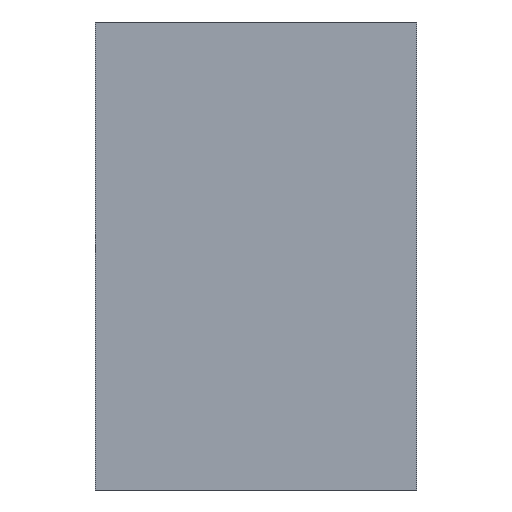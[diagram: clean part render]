
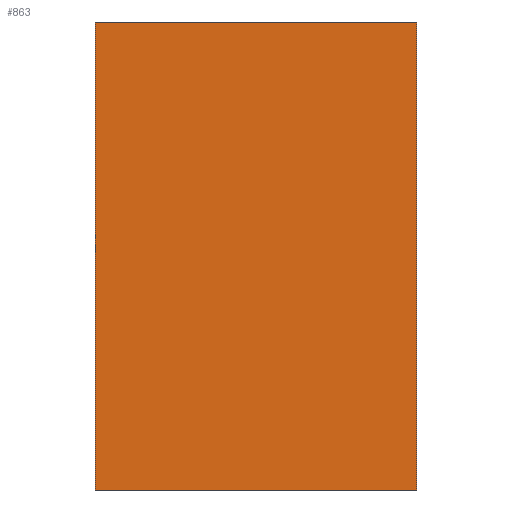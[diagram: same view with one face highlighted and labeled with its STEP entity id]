
A CAD part, left-side view. The second image highlights one B-rep face of the part: STEP entity #863.
In plain terms, the highlighted planar face has unit normal (-1, 0, 0).
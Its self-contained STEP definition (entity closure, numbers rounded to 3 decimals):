
#73 = DIRECTION ( 'NONE',  ( 0., 0., 1. ) ) ;
#75 = ORIENTED_EDGE ( 'NONE', *, *, #996, .F. ) ;
#149 = CARTESIAN_POINT ( 'NONE',  ( -0.8, 0.45, 0.4 ) ) ;
#160 = VERTEX_POINT ( 'NONE', #965 ) ;
#176 = VERTEX_POINT ( 'NONE', #977 ) ;
#214 = FACE_OUTER_BOUND ( 'NONE', #678, .T. ) ;
#232 = VECTOR ( 'NONE', #73, 1000. ) ;
#252 = LINE ( 'NONE', #539, #232 ) ;
#338 = CARTESIAN_POINT ( 'NONE',  ( -0.8, 0.55, 0.4 ) ) ;
#403 = DIRECTION ( 'NONE',  ( 0., 0., 1. ) ) ;
#409 = DIRECTION ( 'NONE',  ( 0., -1., 0. ) ) ;
#421 = EDGE_CURVE ( 'NONE', #989, #160, #1223, .T. ) ;
#501 = CARTESIAN_POINT ( 'NONE',  ( -0.8, 0.55, -0.4 ) ) ;
#539 = CARTESIAN_POINT ( 'NONE',  ( -0.8, 0., 0.4 ) ) ;
#591 = DIRECTION ( 'NONE',  ( 0., -1., 0. ) ) ;
#603 = ORIENTED_EDGE ( 'NONE', *, *, #819, .T. ) ;
#666 = ORIENTED_EDGE ( 'NONE', *, *, #791, .F. ) ;
#678 = EDGE_LOOP ( 'NONE', ( #603, #75, #666, #923 ) ) ;
#713 = LINE ( 'NONE', #149, #1097 ) ;
#735 = DIRECTION ( 'NONE',  ( 1., 0., 0. ) ) ;
#739 = CARTESIAN_POINT ( 'NONE',  ( -0.8, 0.55, 0.4 ) ) ;
#791 = EDGE_CURVE ( 'NONE', #989, #1010, #920, .T. ) ;
#793 = CARTESIAN_POINT ( 'NONE',  ( -0.8, 0.45, 0.4 ) ) ;
#819 = EDGE_CURVE ( 'NONE', #160, #176, #252, .T. ) ;
#849 = PLANE ( 'NONE',  #963 ) ;
#859 = CARTESIAN_POINT ( 'NONE',  ( -0.8, 0.45, -0.4 ) ) ;
#863 = ADVANCED_FACE ( 'NONE', ( #214 ), #849, .F. ) ;
#920 = LINE ( 'NONE', #338, #940 ) ;
#923 = ORIENTED_EDGE ( 'NONE', *, *, #421, .T. ) ;
#940 = VECTOR ( 'NONE', #403, 1000. ) ;
#963 = AXIS2_PLACEMENT_3D ( 'NONE', #793, #735, #1077 ) ;
#965 = CARTESIAN_POINT ( 'NONE',  ( -0.8, 0., -0.4 ) ) ;
#977 = CARTESIAN_POINT ( 'NONE',  ( -0.8, 0., 0.4 ) ) ;
#989 = VERTEX_POINT ( 'NONE', #501 ) ;
#996 = EDGE_CURVE ( 'NONE', #1010, #176, #713, .T. ) ;
#1010 = VERTEX_POINT ( 'NONE', #739 ) ;
#1077 = DIRECTION ( 'NONE',  ( 0., 1., 0. ) ) ;
#1097 = VECTOR ( 'NONE', #409, 1000. ) ;
#1210 = VECTOR ( 'NONE', #591, 1000. ) ;
#1223 = LINE ( 'NONE', #859, #1210 ) ;
